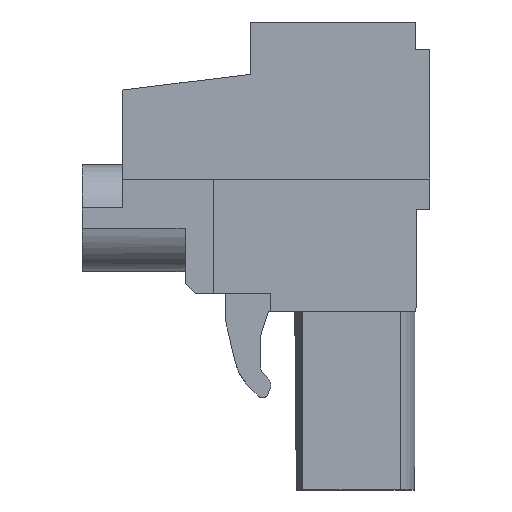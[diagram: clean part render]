
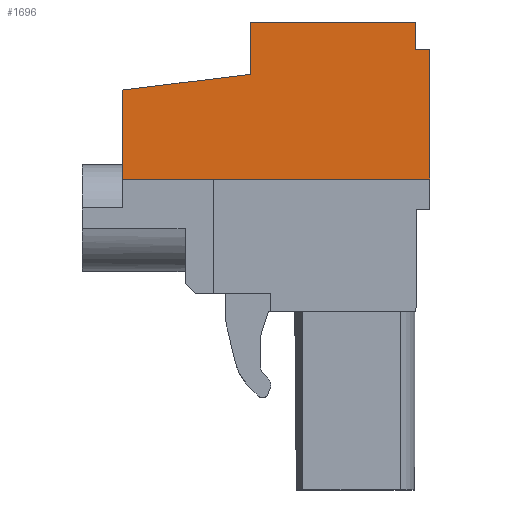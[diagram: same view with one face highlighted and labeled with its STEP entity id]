
A CAD part, left-side view. The second image highlights one B-rep face of the part: STEP entity #1696.
In plain terms, the highlighted planar face has unit normal (-1, 0, 0).
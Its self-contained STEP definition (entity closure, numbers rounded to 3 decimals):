
#1644=AXIS2_PLACEMENT_3D('Plane Axis2P3D',#1641,#1642,#1643) ;
#223=CARTESIAN_POINT('Vertex',(0.,0.,21.9)) ;
#226=CARTESIAN_POINT('Line Origine',(0.,0.,18.675)) ;
#230=CARTESIAN_POINT('Vertex',(0.,0.,15.45)) ;
#1625=CARTESIAN_POINT('Vertex',(0.,0.7,21.9)) ;
#1628=CARTESIAN_POINT('Line Origine',(0.,0.35,21.9)) ;
#1641=CARTESIAN_POINT('Axis2P3D Location',(0.,0.,0.)) ;
#1646=CARTESIAN_POINT('Line Origine',(0.,0.7,22.575)) ;
#1650=CARTESIAN_POINT('Vertex',(0.,0.7,23.25)) ;
#1653=CARTESIAN_POINT('Line Origine',(0.,4.8,23.25)) ;
#1657=CARTESIAN_POINT('Vertex',(0.,8.9,23.25)) ;
#1660=CARTESIAN_POINT('Line Origine',(0.,8.9,21.95)) ;
#1664=CARTESIAN_POINT('Vertex',(0.,8.9,20.65)) ;
#1667=CARTESIAN_POINT('Line Origine',(0.,12.075,20.26)) ;
#1671=CARTESIAN_POINT('Vertex',(0.,15.25,19.87)) ;
#1674=CARTESIAN_POINT('Line Origine',(0.,15.25,17.66)) ;
#1678=CARTESIAN_POINT('Vertex',(0.,15.25,15.45)) ;
#1681=CARTESIAN_POINT('Line Origine',(0.,7.625,15.45)) ;
#227=DIRECTION('Vector Direction',(0.,0.,-1.)) ;
#1629=DIRECTION('Vector Direction',(0.,-1.,0.)) ;
#1642=DIRECTION('Axis2P3D Direction',(-1.,0.,0.)) ;
#1643=DIRECTION('Axis2P3D XDirection',(0.,0.,1.)) ;
#1647=DIRECTION('Vector Direction',(0.,0.,-1.)) ;
#1654=DIRECTION('Vector Direction',(0.,-1.,0.)) ;
#1661=DIRECTION('Vector Direction',(0.,0.,1.)) ;
#1668=DIRECTION('Vector Direction',(0.,-0.993,0.122)) ;
#1675=DIRECTION('Vector Direction',(0.,0.,-1.)) ;
#1682=DIRECTION('Vector Direction',(0.,-1.,0.)) ;
#228=VECTOR('Line Direction',#227,1.) ;
#1630=VECTOR('Line Direction',#1629,1.) ;
#1648=VECTOR('Line Direction',#1647,1.) ;
#1655=VECTOR('Line Direction',#1654,1.) ;
#1662=VECTOR('Line Direction',#1661,1.) ;
#1669=VECTOR('Line Direction',#1668,1.) ;
#1676=VECTOR('Line Direction',#1675,1.) ;
#1683=VECTOR('Line Direction',#1682,1.) ;
#1687=ORIENTED_EDGE('',*,*,#232,.T.) ;
#1688=ORIENTED_EDGE('',*,*,#1632,.T.) ;
#1689=ORIENTED_EDGE('',*,*,#1652,.T.) ;
#1690=ORIENTED_EDGE('',*,*,#1659,.T.) ;
#1691=ORIENTED_EDGE('',*,*,#1666,.T.) ;
#1692=ORIENTED_EDGE('',*,*,#1673,.T.) ;
#1693=ORIENTED_EDGE('',*,*,#1680,.T.) ;
#1694=ORIENTED_EDGE('',*,*,#1685,.F.) ;
#1696=ADVANCED_FACE('HOUSING',(#1695),#1645,.T.) ;
#232=EDGE_CURVE('',#231,#224,#229,.F.) ;
#1632=EDGE_CURVE('',#224,#1626,#1631,.F.) ;
#1652=EDGE_CURVE('',#1626,#1651,#1649,.F.) ;
#1659=EDGE_CURVE('',#1651,#1658,#1656,.F.) ;
#1666=EDGE_CURVE('',#1658,#1665,#1663,.F.) ;
#1673=EDGE_CURVE('',#1665,#1672,#1670,.F.) ;
#1680=EDGE_CURVE('',#1672,#1679,#1677,.T.) ;
#1685=EDGE_CURVE('',#231,#1679,#1684,.F.) ;
#1686=EDGE_LOOP('',(#1687,#1688,#1689,#1690,#1691,#1692,#1693,#1694)) ;
#1695=FACE_OUTER_BOUND('',#1686,.T.) ;
#229=LINE('Line',#226,#228) ;
#1631=LINE('Line',#1628,#1630) ;
#1649=LINE('Line',#1646,#1648) ;
#1656=LINE('Line',#1653,#1655) ;
#1663=LINE('Line',#1660,#1662) ;
#1670=LINE('Line',#1667,#1669) ;
#1677=LINE('Line',#1674,#1676) ;
#1684=LINE('Line',#1681,#1683) ;
#1645=PLANE('',#1644) ;
#224=VERTEX_POINT('',#223) ;
#231=VERTEX_POINT('',#230) ;
#1626=VERTEX_POINT('',#1625) ;
#1651=VERTEX_POINT('',#1650) ;
#1658=VERTEX_POINT('',#1657) ;
#1665=VERTEX_POINT('',#1664) ;
#1672=VERTEX_POINT('',#1671) ;
#1679=VERTEX_POINT('',#1678) ;
